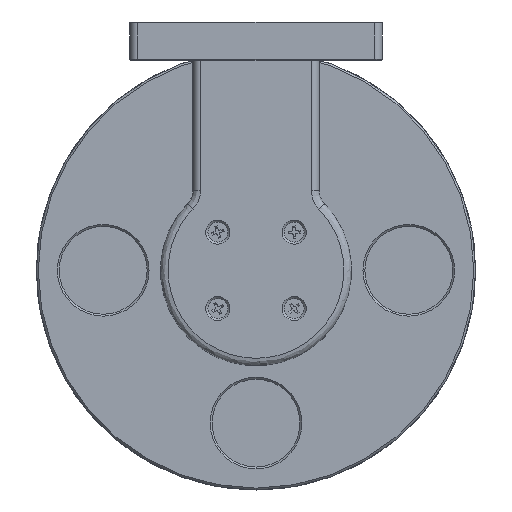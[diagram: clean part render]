
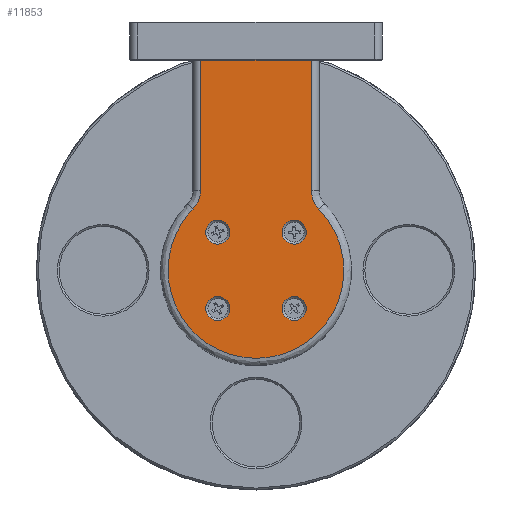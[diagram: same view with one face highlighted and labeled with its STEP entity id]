
A CAD part, front view. The second image highlights one B-rep face of the part: STEP entity #11853.
In plain terms, the highlighted planar face has unit normal (0, -1, 0).
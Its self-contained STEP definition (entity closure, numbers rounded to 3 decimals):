
#113 = VERTEX_POINT ( 'NONE', #16134 ) ;
#339 = EDGE_CURVE ( 'NONE', #14257, #14257, #1466, .T. ) ;
#404 = LINE ( 'NONE', #3339, #3983 ) ;
#478 = CARTESIAN_POINT ( 'NONE',  ( -22.196, -5.337, 56.85 ) ) ;
#678 = DIRECTION ( 'NONE',  ( 1., 0., 0. ) ) ;
#719 = CARTESIAN_POINT ( 'NONE',  ( -56.031, -5.337, 47. ) ) ;
#758 = CARTESIAN_POINT ( 'NONE',  ( -42.196, -5.337, 60. ) ) ;
#875 = CARTESIAN_POINT ( 'NONE',  ( -46.696, -5.337, 89.075 ) ) ;
#903 = CARTESIAN_POINT ( 'NONE',  ( -22.196, -5.337, 80. ) ) ;
#1057 = FACE_BOUND ( 'NONE', #16730, .T. ) ;
#1309 = DIRECTION ( 'NONE',  ( 0., 0., -1. ) ) ;
#1466 = CIRCLE ( 'NONE', #12555, 3.15 ) ;
#1750 = EDGE_CURVE ( 'NONE', #10343, #10343, #2832, .T. ) ;
#2004 = CARTESIAN_POINT ( 'NONE',  ( -48.679, -5.337, 86.041 ) ) ;
#2102 =( BOUNDED_CURVE ( )  B_SPLINE_CURVE ( 3, ( #12906, #12734, #3207, #10232, #719, #11571, #3552 ),
 .UNSPECIFIED., .F., .T. ) 
 B_SPLINE_CURVE_WITH_KNOTS ( ( 4, 3, 4 ),
 ( 0., 0.5, 1. ),
 .UNSPECIFIED. ) 
 CURVE ( )  GEOMETRIC_REPRESENTATION_ITEM ( )  RATIONAL_B_SPLINE_CURVE ( ( 1., 0.593, 0.593, 1., 0.593, 0.593, 1. ) ) 
 REPRESENTATION_ITEM ( '' )  );
#2169 = DIRECTION ( 'NONE',  ( 0., -1., 0. ) ) ;
#2379 = FACE_BOUND ( 'NONE', #11029, .T. ) ;
#2538 = AXIS2_PLACEMENT_3D ( 'NONE', #758, #2169, #8764 ) ;
#2670 = EDGE_CURVE ( 'NONE', #14726, #4566, #12658, .T. ) ;
#2832 = CIRCLE ( 'NONE', #8819, 3.15 ) ;
#3037 = AXIS2_PLACEMENT_3D ( 'NONE', #6651, #17310, #9327 ) ;
#3207 = CARTESIAN_POINT ( 'NONE',  ( -8.36, -5.337, 47. ) ) ;
#3339 = CARTESIAN_POINT ( 'NONE',  ( -32.196, -5.337, 125. ) ) ;
#3354 = EDGE_CURVE ( 'NONE', #4566, #7593, #404, .T. ) ;
#3508 = ORIENTED_EDGE ( 'NONE', *, *, #15538, .F. ) ;
#3509 = CARTESIAN_POINT ( 'NONE',  ( -17.696, -5.337, 89.075 ) ) ;
#3552 = CARTESIAN_POINT ( 'NONE',  ( -48.679, -5.337, 86.041 ) ) ;
#3597 = EDGE_CURVE ( 'NONE', #13454, #13454, #16182, .T. ) ;
#3654 = EDGE_CURVE ( 'NONE', #113, #17037, #2102, .T. ) ;
#3685 = DIRECTION ( 'NONE',  ( 0., -1., 0. ) ) ;
#3971 = LINE ( 'NONE', #8068, #7655 ) ;
#3983 = VECTOR ( 'NONE', #678, 1000. ) ;
#4103 = VERTEX_POINT ( 'NONE', #8315 ) ;
#4566 = VERTEX_POINT ( 'NONE', #16685 ) ;
#4964 = FACE_OUTER_BOUND ( 'NONE', #14673, .T. ) ;
#5174 = DIRECTION ( 'NONE',  ( 0., -1., 0. ) ) ;
#5740 =( BOUNDED_CURVE ( )  B_SPLINE_CURVE ( 3, ( #11813, #17220, #875, #7899 ),
 .UNSPECIFIED., .F., .T. ) 
 B_SPLINE_CURVE_WITH_KNOTS ( ( 4, 4 ),
 ( 0., 1. ),
 .UNSPECIFIED. ) 
 CURVE ( )  GEOMETRIC_REPRESENTATION_ITEM ( )  RATIONAL_B_SPLINE_CURVE ( ( 1., 0.951, 0.951, 1. ) ) 
 REPRESENTATION_ITEM ( '' )  );
#5886 = DIRECTION ( 'NONE',  ( 0., 0., 1. ) ) ;
#6123 = EDGE_LOOP ( 'NONE', ( #6753 ) ) ;
#6166 = CARTESIAN_POINT ( 'NONE',  ( -22.196, -5.337, 76.85 ) ) ;
#6477 = PLANE ( 'NONE',  #3037 ) ;
#6651 = CARTESIAN_POINT ( 'NONE',  ( -32.196, -5.337, 70. ) ) ;
#6753 = ORIENTED_EDGE ( 'NONE', *, *, #339, .F. ) ;
#6777 = ORIENTED_EDGE ( 'NONE', *, *, #3354, .F. ) ;
#7593 = VERTEX_POINT ( 'NONE', #16864 ) ;
#7601 = CARTESIAN_POINT ( 'NONE',  ( -46.696, -5.337, 90.922 ) ) ;
#7655 = VECTOR ( 'NONE', #1309, 1000. ) ;
#7719 = EDGE_CURVE ( 'NONE', #17037, #14726, #5740, .T. ) ;
#7899 = CARTESIAN_POINT ( 'NONE',  ( -46.696, -5.337, 90.922 ) ) ;
#8068 = CARTESIAN_POINT ( 'NONE',  ( -17.696, -5.337, 70. ) ) ;
#8315 = CARTESIAN_POINT ( 'NONE',  ( -17.696, -5.337, 90.922 ) ) ;
#8375 = CARTESIAN_POINT ( 'NONE',  ( -42.196, -5.337, 56.85 ) ) ;
#8525 = AXIS2_PLACEMENT_3D ( 'NONE', #13123, #3685, #9122 ) ;
#8682 = CARTESIAN_POINT ( 'NONE',  ( -17.696, -5.337, 90.922 ) ) ;
#8764 = DIRECTION ( 'NONE',  ( 0., 0., -1. ) ) ;
#8819 = AXIS2_PLACEMENT_3D ( 'NONE', #903, #5174, #10599 ) ;
#9122 = DIRECTION ( 'NONE',  ( 0., 0., -1. ) ) ;
#9327 = DIRECTION ( 'NONE',  ( 0., 0., 1. ) ) ;
#9905 = DIRECTION ( 'NONE',  ( 0., -1., 0. ) ) ;
#10232 = CARTESIAN_POINT ( 'NONE',  ( -32.196, -5.337, 47. ) ) ;
#10343 = VERTEX_POINT ( 'NONE', #6166 ) ;
#10392 = FACE_BOUND ( 'NONE', #11717, .T. ) ;
#10520 = CARTESIAN_POINT ( 'NONE',  ( -42.196, -5.337, 76.85 ) ) ;
#10599 = DIRECTION ( 'NONE',  ( 0., 0., -1. ) ) ;
#11029 = EDGE_LOOP ( 'NONE', ( #13417 ) ) ;
#11525 = CARTESIAN_POINT ( 'NONE',  ( -17., -5.337, 87.364 ) ) ;
#11571 = CARTESIAN_POINT ( 'NONE',  ( -65.302, -5.337, 68.958 ) ) ;
#11717 = EDGE_LOOP ( 'NONE', ( #17571 ) ) ;
#11813 = CARTESIAN_POINT ( 'NONE',  ( -48.679, -5.337, 86.041 ) ) ;
#11853 = ADVANCED_FACE ( 'NONE', ( #4964, #15894, #2379, #10392, #1057 ), #6477, .F. ) ;
#12310 = ORIENTED_EDGE ( 'NONE', *, *, #3654, .F. ) ;
#12520 = VECTOR ( 'NONE', #5886, 1000. ) ;
#12555 = AXIS2_PLACEMENT_3D ( 'NONE', #15413, #9905, #12580 ) ;
#12580 = DIRECTION ( 'NONE',  ( 0., 0., -1. ) ) ;
#12655 = ORIENTED_EDGE ( 'NONE', *, *, #13920, .F. ) ;
#12658 = LINE ( 'NONE', #14416, #12520 ) ;
#12734 = CARTESIAN_POINT ( 'NONE',  ( 0.911, -5.337, 68.958 ) ) ;
#12906 = CARTESIAN_POINT ( 'NONE',  ( -15.712, -5.337, 86.041 ) ) ;
#13021 =( BOUNDED_CURVE ( )  B_SPLINE_CURVE ( 3, ( #8682, #3509, #11525, #16926 ),
 .UNSPECIFIED., .F., .T. ) 
 B_SPLINE_CURVE_WITH_KNOTS ( ( 4, 4 ),
 ( 0., 1. ),
 .UNSPECIFIED. ) 
 CURVE ( )  GEOMETRIC_REPRESENTATION_ITEM ( )  RATIONAL_B_SPLINE_CURVE ( ( 1., 0.951, 0.951, 1. ) ) 
 REPRESENTATION_ITEM ( '' )  );
#13123 = CARTESIAN_POINT ( 'NONE',  ( -42.196, -5.337, 80. ) ) ;
#13417 = ORIENTED_EDGE ( 'NONE', *, *, #3597, .F. ) ;
#13454 = VERTEX_POINT ( 'NONE', #10520 ) ;
#13920 = EDGE_CURVE ( 'NONE', #15127, #15127, #17292, .T. ) ;
#14257 = VERTEX_POINT ( 'NONE', #478 ) ;
#14302 = ORIENTED_EDGE ( 'NONE', *, *, #2670, .F. ) ;
#14416 = CARTESIAN_POINT ( 'NONE',  ( -46.696, -5.337, 70. ) ) ;
#14673 = EDGE_LOOP ( 'NONE', ( #3508, #6777, #14302, #17345, #12310, #15724 ) ) ;
#14726 = VERTEX_POINT ( 'NONE', #7601 ) ;
#15127 = VERTEX_POINT ( 'NONE', #8375 ) ;
#15413 = CARTESIAN_POINT ( 'NONE',  ( -22.196, -5.337, 60. ) ) ;
#15538 = EDGE_CURVE ( 'NONE', #7593, #4103, #3971, .T. ) ;
#15724 = ORIENTED_EDGE ( 'NONE', *, *, #15797, .F. ) ;
#15797 = EDGE_CURVE ( 'NONE', #4103, #113, #13021, .T. ) ;
#15894 = FACE_BOUND ( 'NONE', #6123, .T. ) ;
#16134 = CARTESIAN_POINT ( 'NONE',  ( -15.712, -5.337, 86.041 ) ) ;
#16182 = CIRCLE ( 'NONE', #8525, 3.15 ) ;
#16685 = CARTESIAN_POINT ( 'NONE',  ( -46.696, -5.337, 125. ) ) ;
#16730 = EDGE_LOOP ( 'NONE', ( #12655 ) ) ;
#16864 = CARTESIAN_POINT ( 'NONE',  ( -17.696, -5.337, 125. ) ) ;
#16926 = CARTESIAN_POINT ( 'NONE',  ( -15.712, -5.337, 86.041 ) ) ;
#17037 = VERTEX_POINT ( 'NONE', #2004 ) ;
#17220 = CARTESIAN_POINT ( 'NONE',  ( -47.391, -5.337, 87.364 ) ) ;
#17292 = CIRCLE ( 'NONE', #2538, 3.15 ) ;
#17310 = DIRECTION ( 'NONE',  ( 0., 1., 0. ) ) ;
#17345 = ORIENTED_EDGE ( 'NONE', *, *, #7719, .F. ) ;
#17571 = ORIENTED_EDGE ( 'NONE', *, *, #1750, .F. ) ;
